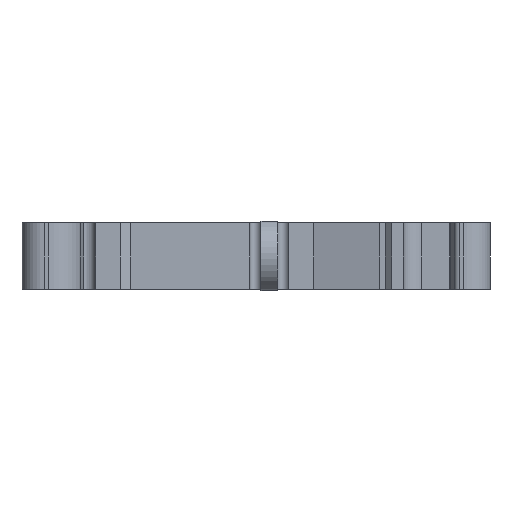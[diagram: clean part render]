
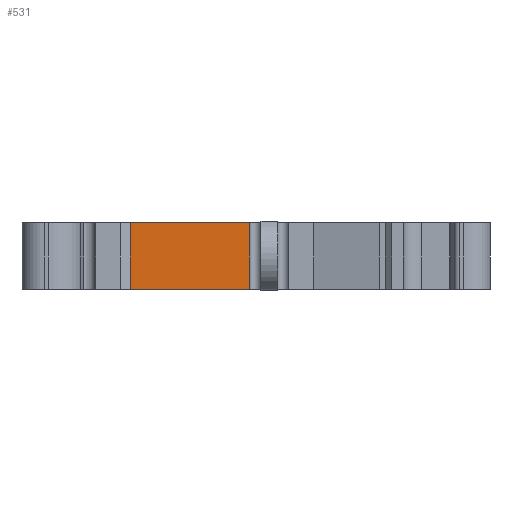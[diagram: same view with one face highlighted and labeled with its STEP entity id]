
A CAD part, front view. The second image highlights one B-rep face of the part: STEP entity #531.
In plain terms, the highlighted planar face has unit normal (0, -1, 0).
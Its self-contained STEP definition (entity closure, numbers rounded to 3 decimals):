
#10 = FACE_OUTER_BOUND ( 'NONE', #464, .T. ) ;
#133 = CARTESIAN_POINT ( 'NONE',  ( -12.547, -14.024, -3. ) ) ;
#185 = EDGE_CURVE ( 'NONE', #4750, #2258, #4336, .T. ) ;
#352 = CARTESIAN_POINT ( 'NONE',  ( -12.547, -14.024, 0.375 ) ) ;
#464 = EDGE_LOOP ( 'NONE', ( #561, #4007, #4344, #2651 ) ) ;
#493 = CARTESIAN_POINT ( 'NONE',  ( -12.547, -14.024, -3. ) ) ;
#531 = ADVANCED_FACE ( 'NONE', ( #10 ), #2094, .F. ) ;
#561 = ORIENTED_EDGE ( 'NONE', *, *, #3168, .T. ) ;
#573 = VECTOR ( 'NONE', #2949, 1000. ) ;
#634 = LINE ( 'NONE', #133, #2235 ) ;
#1026 = CARTESIAN_POINT ( 'NONE',  ( -1.797, -14.024, 3. ) ) ;
#1385 = VERTEX_POINT ( 'NONE', #493 ) ;
#1593 = LINE ( 'NONE', #5446, #2020 ) ;
#1674 = CARTESIAN_POINT ( 'NONE',  ( -12.547, -14.024, 0.375 ) ) ;
#1722 = VERTEX_POINT ( 'NONE', #5441 ) ;
#1892 = DIRECTION ( 'NONE',  ( 0., 0., -1. ) ) ;
#2020 = VECTOR ( 'NONE', #4301, 1000. ) ;
#2094 = PLANE ( 'NONE',  #5316 ) ;
#2097 = VECTOR ( 'NONE', #1892, 1000. ) ;
#2235 = VECTOR ( 'NONE', #2787, 1000. ) ;
#2258 = VERTEX_POINT ( 'NONE', #2531 ) ;
#2531 = CARTESIAN_POINT ( 'NONE',  ( -1.797, -14.024, -3. ) ) ;
#2582 = EDGE_CURVE ( 'NONE', #1385, #2258, #634, .T. ) ;
#2651 = ORIENTED_EDGE ( 'NONE', *, *, #2731, .F. ) ;
#2731 = EDGE_CURVE ( 'NONE', #1722, #4750, #1593, .T. ) ;
#2787 = DIRECTION ( 'NONE',  ( 1., 0., 0. ) ) ;
#2949 = DIRECTION ( 'NONE',  ( 0., 0., -1. ) ) ;
#3018 = DIRECTION ( 'NONE',  ( 0., 0., 1. ) ) ;
#3168 = EDGE_CURVE ( 'NONE', #1722, #1385, #4689, .T. ) ;
#3805 = DIRECTION ( 'NONE',  ( 0., 1., 0. ) ) ;
#4007 = ORIENTED_EDGE ( 'NONE', *, *, #2582, .T. ) ;
#4301 = DIRECTION ( 'NONE',  ( 1., 0., 0. ) ) ;
#4336 = LINE ( 'NONE', #4415, #2097 ) ;
#4344 = ORIENTED_EDGE ( 'NONE', *, *, #185, .F. ) ;
#4415 = CARTESIAN_POINT ( 'NONE',  ( -1.797, -14.024, 0.375 ) ) ;
#4689 = LINE ( 'NONE', #352, #573 ) ;
#4750 = VERTEX_POINT ( 'NONE', #1026 ) ;
#5316 = AXIS2_PLACEMENT_3D ( 'NONE', #1674, #3805, #3018 ) ;
#5441 = CARTESIAN_POINT ( 'NONE',  ( -12.547, -14.024, 3. ) ) ;
#5446 = CARTESIAN_POINT ( 'NONE',  ( -12.547, -14.024, 3. ) ) ;
